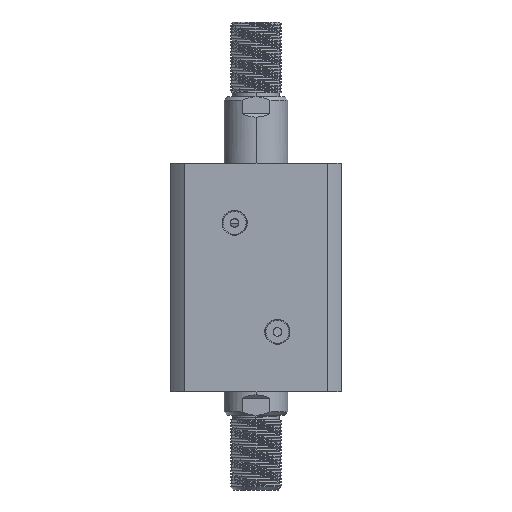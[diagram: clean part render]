
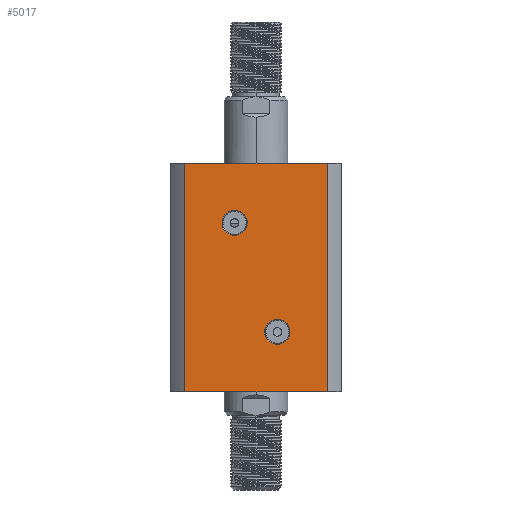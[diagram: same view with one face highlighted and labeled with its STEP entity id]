
A CAD part, left-side view. The second image highlights one B-rep face of the part: STEP entity #5017.
In plain terms, the highlighted planar face has unit normal (-1, 0, 0).
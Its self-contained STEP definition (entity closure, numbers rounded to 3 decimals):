
#1421 = CARTESIAN_POINT ( 'NONE',  ( -40., -10., -25.5 ) ) ;
#2302 = EDGE_CURVE ( 'NONE', #20268, #29924, #12694, .T. ) ;
#2409 = VERTEX_POINT ( 'NONE', #5512 ) ;
#2564 = ORIENTED_EDGE ( 'NONE', *, *, #19096, .F. ) ;
#2778 = EDGE_CURVE ( 'NONE', #25444, #20268, #7335, .T. ) ;
#2796 = VECTOR ( 'NONE', #5611, 1000. ) ;
#2833 = LINE ( 'NONE', #19206, #4348 ) ;
#2910 = CIRCLE ( 'NONE', #22486, 5.885 ) ;
#3626 = DIRECTION ( 'NONE',  ( 0., 0., 1. ) ) ;
#4090 = CIRCLE ( 'NONE', #16567, 5.885 ) ;
#4114 = VERTEX_POINT ( 'NONE', #9726 ) ;
#4348 = VECTOR ( 'NONE', #4749, 1000. ) ;
#4430 = CARTESIAN_POINT ( 'NONE',  ( -40., 33.226, -53.5 ) ) ;
#4749 = DIRECTION ( 'NONE',  ( 0., -1., 0. ) ) ;
#5017 = ADVANCED_FACE ( 'NONE', ( #22517, #5947, #16152 ), #25024, .F. ) ;
#5234 = EDGE_CURVE ( 'NONE', #2409, #6813, #2910, .T. ) ;
#5512 = CARTESIAN_POINT ( 'NONE',  ( -40., 10., 19.615 ) ) ;
#5611 = DIRECTION ( 'NONE',  ( 0., 0., -1. ) ) ;
#5631 = AXIS2_PLACEMENT_3D ( 'NONE', #7339, #28747, #26642 ) ;
#5947 = FACE_BOUND ( 'NONE', #22404, .T. ) ;
#6098 = DIRECTION ( 'NONE',  ( 0., 0., 1. ) ) ;
#6140 = ORIENTED_EDGE ( 'NONE', *, *, #2778, .T. ) ;
#6168 = CARTESIAN_POINT ( 'NONE',  ( -40., -33.226, 53.5 ) ) ;
#6813 = VERTEX_POINT ( 'NONE', #10741 ) ;
#6866 = VERTEX_POINT ( 'NONE', #16297 ) ;
#7335 = LINE ( 'NONE', #20355, #2796 ) ;
#7339 = CARTESIAN_POINT ( 'NONE',  ( -40., -10., -25.5 ) ) ;
#8291 = CARTESIAN_POINT ( 'NONE',  ( -40., 33.226, 53.5 ) ) ;
#8372 = CARTESIAN_POINT ( 'NONE',  ( -40., 33.226, 53.5 ) ) ;
#8876 = VECTOR ( 'NONE', #24589, 1000. ) ;
#8941 = CIRCLE ( 'NONE', #5631, 5.885 ) ;
#9726 = CARTESIAN_POINT ( 'NONE',  ( -40., -10., -31.385 ) ) ;
#10173 = CARTESIAN_POINT ( 'NONE',  ( -40., 33.226, -53.5 ) ) ;
#10741 = CARTESIAN_POINT ( 'NONE',  ( -40., 10., 31.385 ) ) ;
#11597 = EDGE_CURVE ( 'NONE', #6866, #4114, #8941, .T. ) ;
#11887 = ORIENTED_EDGE ( 'NONE', *, *, #23077, .F. ) ;
#12109 = EDGE_CURVE ( 'NONE', #22298, #29924, #17256, .T. ) ;
#12318 = EDGE_LOOP ( 'NONE', ( #12966, #24797, #11887, #6140 ) ) ;
#12694 = LINE ( 'NONE', #10173, #8876 ) ;
#12966 = ORIENTED_EDGE ( 'NONE', *, *, #2302, .T. ) ;
#13181 = CARTESIAN_POINT ( 'NONE',  ( -40., 10., 25.5 ) ) ;
#13307 = DIRECTION ( 'NONE',  ( -1., 0., 0. ) ) ;
#13382 = CARTESIAN_POINT ( 'NONE',  ( -40., 10., 25.5 ) ) ;
#15121 = CARTESIAN_POINT ( 'NONE',  ( -40., -33.226, 53.5 ) ) ;
#16152 = FACE_OUTER_BOUND ( 'NONE', #12318, .T. ) ;
#16297 = CARTESIAN_POINT ( 'NONE',  ( -40., -10., -19.615 ) ) ;
#16523 = AXIS2_PLACEMENT_3D ( 'NONE', #13181, #22618, #3626 ) ;
#16567 = AXIS2_PLACEMENT_3D ( 'NONE', #1421, #13307, #6098 ) ;
#17256 = LINE ( 'NONE', #6168, #25509 ) ;
#18006 = DIRECTION ( 'NONE',  ( 1., 0., 0. ) ) ;
#19096 = EDGE_CURVE ( 'NONE', #6813, #2409, #23769, .T. ) ;
#19206 = CARTESIAN_POINT ( 'NONE',  ( -40., 33.226, 53.5 ) ) ;
#20268 = VERTEX_POINT ( 'NONE', #4430 ) ;
#20355 = CARTESIAN_POINT ( 'NONE',  ( -40., 33.226, 53.5 ) ) ;
#20575 = EDGE_CURVE ( 'NONE', #4114, #6866, #4090, .T. ) ;
#21432 = EDGE_LOOP ( 'NONE', ( #22322, #30597 ) ) ;
#22298 = VERTEX_POINT ( 'NONE', #15121 ) ;
#22322 = ORIENTED_EDGE ( 'NONE', *, *, #11597, .F. ) ;
#22404 = EDGE_LOOP ( 'NONE', ( #2564, #28460 ) ) ;
#22486 = AXIS2_PLACEMENT_3D ( 'NONE', #13382, #27668, #23135 ) ;
#22517 = FACE_BOUND ( 'NONE', #21432, .T. ) ;
#22618 = DIRECTION ( 'NONE',  ( -1., 0., 0. ) ) ;
#23077 = EDGE_CURVE ( 'NONE', #25444, #22298, #2833, .T. ) ;
#23135 = DIRECTION ( 'NONE',  ( 0., 0., 1. ) ) ;
#23769 = CIRCLE ( 'NONE', #16523, 5.885 ) ;
#24589 = DIRECTION ( 'NONE',  ( 0., -1., 0. ) ) ;
#24635 = CARTESIAN_POINT ( 'NONE',  ( -40., -33.226, -53.5 ) ) ;
#24797 = ORIENTED_EDGE ( 'NONE', *, *, #12109, .F. ) ;
#25024 = PLANE ( 'NONE',  #26322 ) ;
#25444 = VERTEX_POINT ( 'NONE', #8372 ) ;
#25509 = VECTOR ( 'NONE', #27881, 1000. ) ;
#26322 = AXIS2_PLACEMENT_3D ( 'NONE', #8291, #18006, #27453 ) ;
#26642 = DIRECTION ( 'NONE',  ( 0., 0., 1. ) ) ;
#27453 = DIRECTION ( 'NONE',  ( 0., 0., -1. ) ) ;
#27668 = DIRECTION ( 'NONE',  ( -1., 0., 0. ) ) ;
#27881 = DIRECTION ( 'NONE',  ( 0., 0., -1. ) ) ;
#28460 = ORIENTED_EDGE ( 'NONE', *, *, #5234, .F. ) ;
#28747 = DIRECTION ( 'NONE',  ( -1., 0., 0. ) ) ;
#29924 = VERTEX_POINT ( 'NONE', #24635 ) ;
#30597 = ORIENTED_EDGE ( 'NONE', *, *, #20575, .F. ) ;
